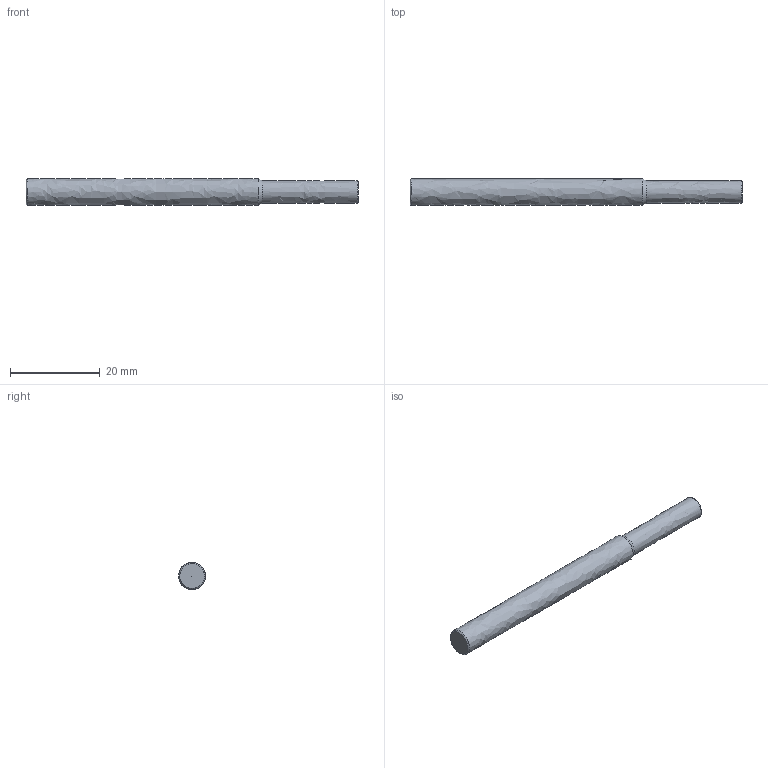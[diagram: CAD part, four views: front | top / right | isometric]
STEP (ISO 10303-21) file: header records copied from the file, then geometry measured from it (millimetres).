
FILE_DESCRIPTION ((), '1');
FILE_NAME ('137VF 0503-0_2R.STP', '2023-03-29T13:48:42', ('Unknown'), ('M A Ford'), 'OneCNC-XR8 Mill 3D Expert', 'OneCNC-XR8 Mill 3D Expert', '');
FILE_SCHEMA (('CONFIG_CONTROL_DESIGN'));
Length unit declared in the file: millimetre
Bounding box: 74 x 6 x 6 mm (x, y, z)
Volume: 1903.3 mm3; surface area: 1372.5 mm2
Topology: 1 solids, 1 shells, 7 faces, 15 edges, 8 vertices
Faces by surface type: bspline 7
Entity records: 389 total; most frequent: CARTESIAN_POINT 219, ORIENTED_EDGE 26, EDGE_CURVE 13, VERTEX_POINT 8, PERSON 8, ORGANIZATION 8, PERSON_AND_ORGANIZATION 8, B_SPLINE_CURVE_WITH_KNOTS 7
